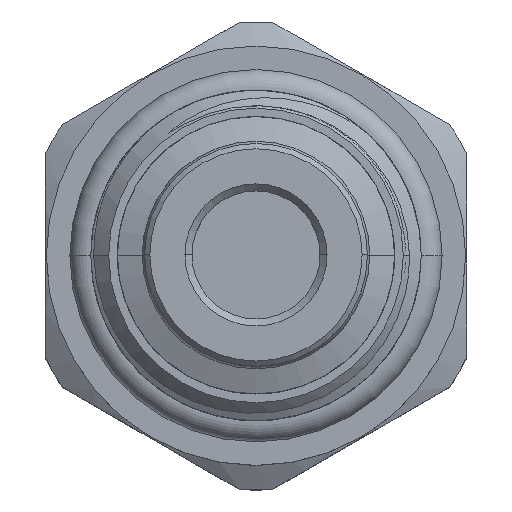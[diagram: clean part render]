
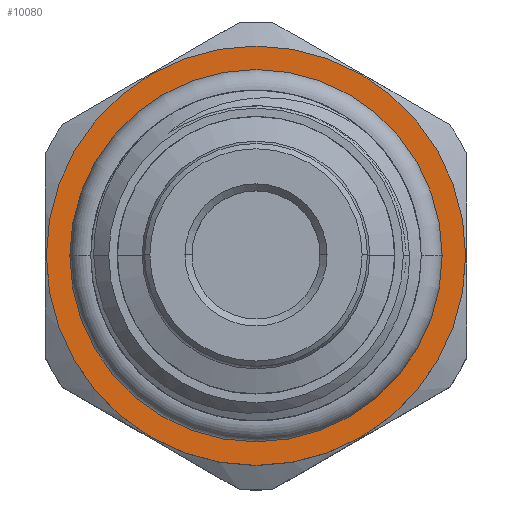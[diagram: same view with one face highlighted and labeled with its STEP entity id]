
A CAD part, top view. The second image highlights one B-rep face of the part: STEP entity #10080.
In plain terms, the highlighted planar face has unit normal (0, 0, 1).
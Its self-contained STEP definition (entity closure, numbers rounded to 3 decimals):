
#15 = AXIS2_PLACEMENT_3D ( 'NONE', #13254, #13259, #13260 ) ;
#629 = VERTEX_POINT ( 'NONE', #23339 ) ;
#634 = VERTEX_POINT ( 'NONE', #23272 ) ;
#659 = VERTEX_POINT ( 'NONE', #23380 ) ;
#660 = VERTEX_POINT ( 'NONE', #23400 ) ;
#3376 = EDGE_LOOP ( 'NONE', ( #25951, #25952 ) ) ;
#3465 = EDGE_LOOP ( 'NONE', ( #25953, #25954 ) ) ;
#5593 = FACE_BOUND ( 'NONE', #3376, .T. ) ;
#5601 = FACE_OUTER_BOUND ( 'NONE', #3465, .T. ) ;
#10080 = ADVANCED_FACE ( 'NONE', ( #5593, #5601 ), #13257, .T. ) ;
#13254 = CARTESIAN_POINT ( 'NONE',  ( 0., -18.879, 5.408 ) ) ;
#13257 = PLANE ( 'NONE',  #15 ) ;
#13259 = DIRECTION ( 'NONE',  ( 0., 0., 1. ) ) ;
#13260 = DIRECTION ( 'NONE',  ( -1., 0., 0. ) ) ;
#13517 = AXIS2_PLACEMENT_3D ( 'NONE', #19183, #19184, #19186 ) ;
#13531 = AXIS2_PLACEMENT_3D ( 'NONE', #20111, #20112, #20113 ) ;
#13550 = AXIS2_PLACEMENT_3D ( 'NONE', #20527, #20528, #20529 ) ;
#13563 = AXIS2_PLACEMENT_3D ( 'NONE', #20834, #20835, #20836 ) ;
#19183 = CARTESIAN_POINT ( 'NONE',  ( 0., -6.929, 5.408 ) ) ;
#19184 = DIRECTION ( 'NONE',  ( 0., 0., 1. ) ) ;
#19186 = DIRECTION ( 'NONE',  ( -1., 0., 0. ) ) ;
#19293 = CIRCLE ( 'NONE', #13517, 11.95 ) ;
#19329 = CIRCLE ( 'NONE', #13531, 8.895 ) ;
#19411 = CIRCLE ( 'NONE', #13550, 8.895 ) ;
#19430 = CIRCLE ( 'NONE', #13563, 11.95 ) ;
#20111 = CARTESIAN_POINT ( 'NONE',  ( 0., -6.929, 5.408 ) ) ;
#20112 = DIRECTION ( 'NONE',  ( 0., 0., -1. ) ) ;
#20113 = DIRECTION ( 'NONE',  ( -1., 0., 0. ) ) ;
#20527 = CARTESIAN_POINT ( 'NONE',  ( 0., -6.929, 5.408 ) ) ;
#20528 = DIRECTION ( 'NONE',  ( 0., 0., -1. ) ) ;
#20529 = DIRECTION ( 'NONE',  ( -1., 0., 0. ) ) ;
#20834 = CARTESIAN_POINT ( 'NONE',  ( 0., -6.929, 5.408 ) ) ;
#20835 = DIRECTION ( 'NONE',  ( 0., 0., 1. ) ) ;
#20836 = DIRECTION ( 'NONE',  ( -1., 0., 0. ) ) ;
#23272 = CARTESIAN_POINT ( 'NONE',  ( -8.895, -6.929, 5.408 ) ) ;
#23339 = CARTESIAN_POINT ( 'NONE',  ( 8.895, -6.929, 5.408 ) ) ;
#23380 = CARTESIAN_POINT ( 'NONE',  ( 11.95, -6.929, 5.408 ) ) ;
#23400 = CARTESIAN_POINT ( 'NONE',  ( -11.95, -6.929, 5.408 ) ) ;
#25951 = ORIENTED_EDGE ( 'NONE', *, *, #26476, .T. ) ;
#25952 = ORIENTED_EDGE ( 'NONE', *, *, #26557, .T. ) ;
#25953 = ORIENTED_EDGE ( 'NONE', *, *, #26406, .T. ) ;
#25954 = ORIENTED_EDGE ( 'NONE', *, *, #26616, .T. ) ;
#26406 = EDGE_CURVE ( 'NONE', #660, #659, #19293, .T. ) ;
#26476 = EDGE_CURVE ( 'NONE', #634, #629, #19329, .T. ) ;
#26557 = EDGE_CURVE ( 'NONE', #629, #634, #19411, .T. ) ;
#26616 = EDGE_CURVE ( 'NONE', #659, #660, #19430, .T. ) ;
